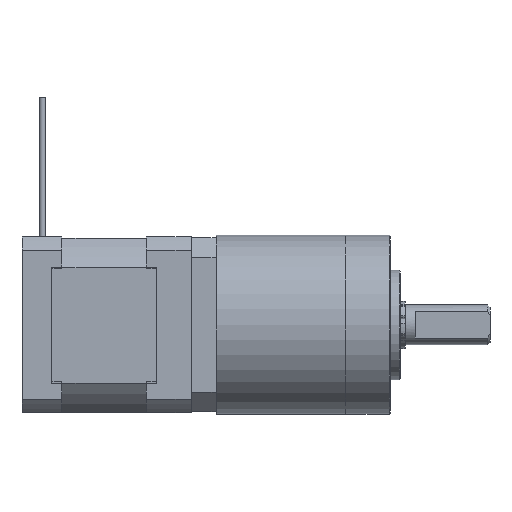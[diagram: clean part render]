
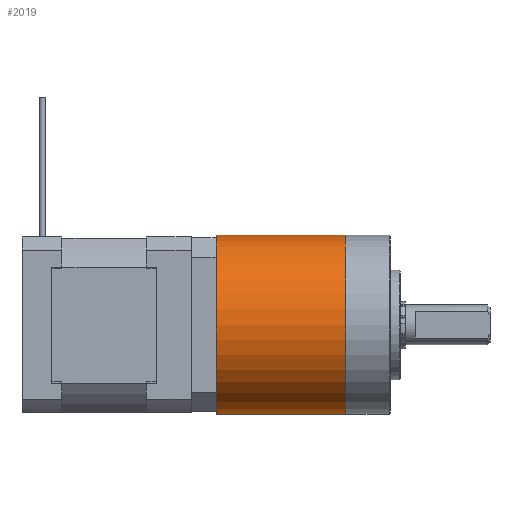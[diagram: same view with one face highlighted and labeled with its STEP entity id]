
A CAD part, left-side view. The second image highlights one B-rep face of the part: STEP entity #2019.
In plain terms, the highlighted cylindrical face has radius 18 mm (diameter 36 mm), a partial arc.
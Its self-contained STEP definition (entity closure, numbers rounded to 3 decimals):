
#898 = VERTEX_POINT ( 'NONE', #22857 ) ;
#2019 = ADVANCED_FACE ( 'NONE', ( #16805 ), #5297, .T. ) ;
#2366 = AXIS2_PLACEMENT_3D ( 'NONE', #5732, #17114, #21004 ) ;
#2374 = DIRECTION ( 'NONE',  ( 0., 0., -1. ) ) ;
#2486 = CARTESIAN_POINT ( 'NONE',  ( 18., 0., 26. ) ) ;
#2489 = EDGE_CURVE ( 'NONE', #17476, #898, #13421, .T. ) ;
#3370 = CARTESIAN_POINT ( 'NONE',  ( 18., 0., 0. ) ) ;
#4581 = VECTOR ( 'NONE', #7802, 1000. ) ;
#5297 = CYLINDRICAL_SURFACE ( 'NONE', #17077, 18. ) ;
#5732 = CARTESIAN_POINT ( 'NONE',  ( 0., 0., 0. ) ) ;
#5912 = CIRCLE ( 'NONE', #11077, 18. ) ;
#7368 = EDGE_CURVE ( 'NONE', #17925, #14253, #13383, .T. ) ;
#7380 = DIRECTION ( 'NONE',  ( -1., 0., 0. ) ) ;
#7471 = CIRCLE ( 'NONE', #2366, 18. ) ;
#7565 = CARTESIAN_POINT ( 'NONE',  ( -18., 0., 26. ) ) ;
#7802 = DIRECTION ( 'NONE',  ( 0., 0., -1. ) ) ;
#8990 = CARTESIAN_POINT ( 'NONE',  ( 0., 0., 26. ) ) ;
#10293 = CARTESIAN_POINT ( 'NONE',  ( 0., 0., 26. ) ) ;
#10839 = ORIENTED_EDGE ( 'NONE', *, *, #2489, .F. ) ;
#11007 = EDGE_CURVE ( 'NONE', #14253, #898, #7471, .T. ) ;
#11077 = AXIS2_PLACEMENT_3D ( 'NONE', #10293, #16030, #15781 ) ;
#11219 = CARTESIAN_POINT ( 'NONE',  ( 18., 0., 26. ) ) ;
#13383 = LINE ( 'NONE', #2486, #15337 ) ;
#13421 = LINE ( 'NONE', #7565, #4581 ) ;
#14253 = VERTEX_POINT ( 'NONE', #3370 ) ;
#15214 = CARTESIAN_POINT ( 'NONE',  ( -18., 0., 26. ) ) ;
#15337 = VECTOR ( 'NONE', #2374, 1000. ) ;
#15357 = ORIENTED_EDGE ( 'NONE', *, *, #7368, .T. ) ;
#15781 = DIRECTION ( 'NONE',  ( 1., 0., 0. ) ) ;
#16030 = DIRECTION ( 'NONE',  ( 0., 0., 1. ) ) ;
#16349 = EDGE_LOOP ( 'NONE', ( #18387, #15357, #22452, #10839 ) ) ;
#16805 = FACE_OUTER_BOUND ( 'NONE', #16349, .T. ) ;
#17077 = AXIS2_PLACEMENT_3D ( 'NONE', #8990, #24128, #7380 ) ;
#17114 = DIRECTION ( 'NONE',  ( 0., 0., 1. ) ) ;
#17476 = VERTEX_POINT ( 'NONE', #15214 ) ;
#17925 = VERTEX_POINT ( 'NONE', #11219 ) ;
#18387 = ORIENTED_EDGE ( 'NONE', *, *, #19097, .F. ) ;
#19097 = EDGE_CURVE ( 'NONE', #17925, #17476, #5912, .T. ) ;
#21004 = DIRECTION ( 'NONE',  ( 1., 0., 0. ) ) ;
#22452 = ORIENTED_EDGE ( 'NONE', *, *, #11007, .T. ) ;
#22857 = CARTESIAN_POINT ( 'NONE',  ( -18., 0., 0. ) ) ;
#24128 = DIRECTION ( 'NONE',  ( 0., 0., -1. ) ) ;
